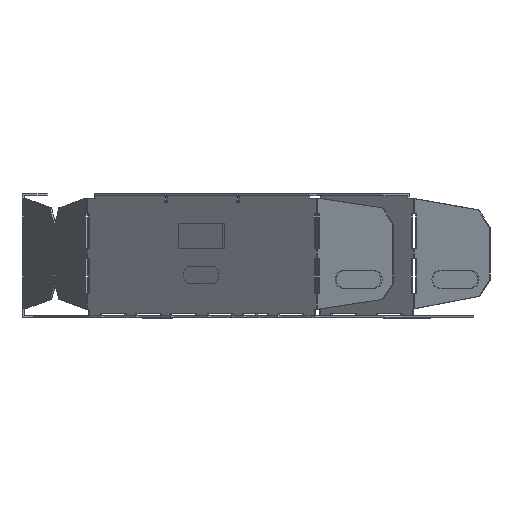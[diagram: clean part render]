
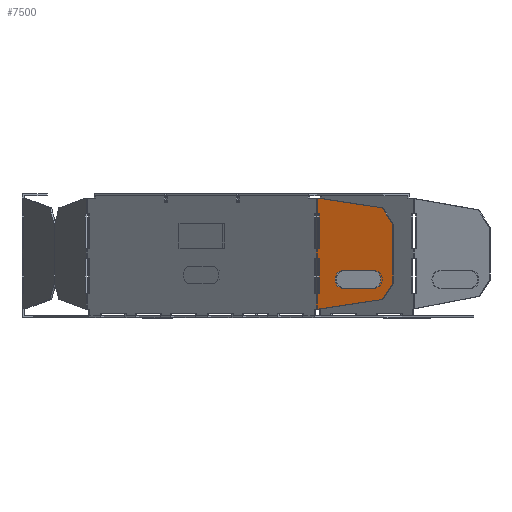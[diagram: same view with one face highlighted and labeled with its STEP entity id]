
A CAD part, left-side view. The second image highlights one B-rep face of the part: STEP entity #7500.
In plain terms, the highlighted planar face has unit normal (-0.924, 0.383, 0).
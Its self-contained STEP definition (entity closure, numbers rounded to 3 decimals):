
#182=FACE_OUTER_BOUND('',#493,.T.);
#493=EDGE_LOOP('',(#6106,#6107,#6108,#6109,#6110,#6111,#6112,#6113,#6114,
#6115,#6116,#6117,#6118,#6119,#6120,#6121));
#1369=LINE('',#11234,#2476);
#1373=LINE('',#11242,#2480);
#1377=LINE('',#11250,#2484);
#1491=LINE('',#11457,#2598);
#1492=LINE('',#11460,#2599);
#1497=LINE('',#11469,#2604);
#1498=LINE('',#11473,#2605);
#1499=LINE('',#11475,#2606);
#1500=LINE('',#11477,#2607);
#1501=LINE('',#11478,#2608);
#1502=LINE('',#11480,#2609);
#1503=LINE('',#11482,#2610);
#1504=LINE('',#11483,#2611);
#1505=LINE('',#11484,#2612);
#1506=LINE('',#11486,#2613);
#1507=LINE('',#11487,#2614);
#2476=VECTOR('',#9014,1.);
#2480=VECTOR('',#9018,1.);
#2484=VECTOR('',#9022,1.);
#2598=VECTOR('',#9194,1.);
#2599=VECTOR('',#9197,1.);
#2604=VECTOR('',#9204,1.);
#2605=VECTOR('',#9207,1.);
#2606=VECTOR('',#9208,1.);
#2607=VECTOR('',#9209,1.);
#2608=VECTOR('',#9210,1.);
#2609=VECTOR('',#9211,1.);
#2610=VECTOR('',#9212,1.);
#2611=VECTOR('',#9213,1.);
#2612=VECTOR('',#9214,1.);
#2613=VECTOR('',#9215,1.);
#2614=VECTOR('',#9216,1.);
#3463=VERTEX_POINT('',#11231);
#3464=VERTEX_POINT('',#11233);
#3467=VERTEX_POINT('',#11239);
#3468=VERTEX_POINT('',#11241);
#3471=VERTEX_POINT('',#11247);
#3472=VERTEX_POINT('',#11249);
#3536=VERTEX_POINT('',#11455);
#3537=VERTEX_POINT('',#11459);
#3540=VERTEX_POINT('',#11467);
#3541=VERTEX_POINT('',#11471);
#3542=VERTEX_POINT('',#11472);
#3543=VERTEX_POINT('',#11474);
#3544=VERTEX_POINT('',#11476);
#3545=VERTEX_POINT('',#11479);
#3546=VERTEX_POINT('',#11481);
#3547=VERTEX_POINT('',#11485);
#4413=EDGE_CURVE('',#3463,#3464,#1369,.T.);
#4417=EDGE_CURVE('',#3467,#3468,#1373,.T.);
#4421=EDGE_CURVE('',#3471,#3472,#1377,.T.);
#4535=EDGE_CURVE('',#3536,#3463,#1491,.T.);
#4536=EDGE_CURVE('',#3537,#3464,#1492,.T.);
#4541=EDGE_CURVE('',#3467,#3540,#1497,.T.);
#4542=EDGE_CURVE('',#3541,#3542,#1498,.T.);
#4543=EDGE_CURVE('',#3543,#3541,#1499,.T.);
#4544=EDGE_CURVE('',#3544,#3543,#1500,.T.);
#4545=EDGE_CURVE('',#3472,#3544,#1501,.T.);
#4546=EDGE_CURVE('',#3471,#3545,#1502,.T.);
#4547=EDGE_CURVE('',#3545,#3546,#1503,.T.);
#4548=EDGE_CURVE('',#3546,#3468,#1504,.T.);
#4549=EDGE_CURVE('',#3540,#3537,#1505,.T.);
#4550=EDGE_CURVE('',#3547,#3536,#1506,.T.);
#4551=EDGE_CURVE('',#3542,#3547,#1507,.T.);
#6106=ORIENTED_EDGE('',*,*,#4542,.F.);
#6107=ORIENTED_EDGE('',*,*,#4543,.F.);
#6108=ORIENTED_EDGE('',*,*,#4544,.F.);
#6109=ORIENTED_EDGE('',*,*,#4545,.F.);
#6110=ORIENTED_EDGE('',*,*,#4421,.F.);
#6111=ORIENTED_EDGE('',*,*,#4546,.T.);
#6112=ORIENTED_EDGE('',*,*,#4547,.T.);
#6113=ORIENTED_EDGE('',*,*,#4548,.T.);
#6114=ORIENTED_EDGE('',*,*,#4417,.F.);
#6115=ORIENTED_EDGE('',*,*,#4541,.T.);
#6116=ORIENTED_EDGE('',*,*,#4549,.T.);
#6117=ORIENTED_EDGE('',*,*,#4536,.T.);
#6118=ORIENTED_EDGE('',*,*,#4413,.F.);
#6119=ORIENTED_EDGE('',*,*,#4535,.F.);
#6120=ORIENTED_EDGE('',*,*,#4550,.F.);
#6121=ORIENTED_EDGE('',*,*,#4551,.F.);
#7189=PLANE('',#7896);
#7500=ADVANCED_FACE('',(#182),#7189,.T.);
#7896=AXIS2_PLACEMENT_3D('',#11470,#9205,#9206);
#9014=DIRECTION('',(0.,0.,1.));
#9018=DIRECTION('',(0.,0.,1.));
#9022=DIRECTION('',(0.,0.,1.));
#9194=DIRECTION('',(0.383,0.924,0.));
#9197=DIRECTION('',(0.383,0.924,0.));
#9204=DIRECTION('',(-0.383,-0.924,0.));
#9205=DIRECTION('center_axis',(-0.924,0.383,0.));
#9206=DIRECTION('ref_axis',(0.,0.,
-1.));
#9207=DIRECTION('',(0.,0.,-1.));
#9208=DIRECTION('',(-0.219,-0.53,-0.819));
#9209=DIRECTION('',(-0.379,-0.915,-0.139));
#9210=DIRECTION('',(-0.383,-0.924,0.));
#9211=DIRECTION('',(-0.383,-0.924,0.));
#9212=DIRECTION('',(0.,0.,-1.));
#9213=DIRECTION('',(0.383,0.924,0.));
#9214=DIRECTION('',(0.,0.,-1.));
#9215=DIRECTION('',(0.379,0.915,-0.139));
#9216=DIRECTION('',(0.219,0.53,-0.819));
#11231=CARTESIAN_POINT('',(-20.798,3.316,31.59));
#11233=CARTESIAN_POINT('',(-20.798,3.316,37.99));
#11234=CARTESIAN_POINT('',(-20.798,3.316,1.297));
#11239=CARTESIAN_POINT('',(-20.798,3.316,51.99));
#11241=CARTESIAN_POINT('',(-20.798,3.316,55.99));
#11242=CARTESIAN_POINT('',(-20.798,3.316,1.297));
#11247=CARTESIAN_POINT('',(-20.798,3.316,69.99));
#11249=CARTESIAN_POINT('',(-20.798,3.316,76.39));
#11250=CARTESIAN_POINT('',(-20.798,3.316,1.297));
#11455=CARTESIAN_POINT('',(-20.972,2.894,31.59));
#11457=CARTESIAN_POINT('',(-20.954,2.939,31.59));
#11459=CARTESIAN_POINT('',(-21.221,2.293,37.99));
#11460=CARTESIAN_POINT('',(-21.078,2.639,37.99));
#11467=CARTESIAN_POINT('',(-21.221,2.293,51.99));
#11469=CARTESIAN_POINT('',(-21.078,2.639,51.99));
#11470=CARTESIAN_POINT('Origin',(4.208,63.685,1.297));
#11471=CARTESIAN_POINT('',(-33.544,-27.456,65.865));
#11472=CARTESIAN_POINT('',(-33.544,-27.456,42.115));
#11473=CARTESIAN_POINT('',(-33.544,-27.456,53.99));
#11474=CARTESIAN_POINT('',(-31.788,-23.217,72.418));
#11475=CARTESIAN_POINT('',(-32.666,-25.336,69.142));
#11476=CARTESIAN_POINT('',(-20.972,2.894,76.39));
#11477=CARTESIAN_POINT('',(-26.38,-10.162,74.404));
#11478=CARTESIAN_POINT('',(-20.954,2.939,76.39));
#11479=CARTESIAN_POINT('',(-21.221,2.293,69.99));
#11480=CARTESIAN_POINT('',(-21.078,2.639,69.99));
#11481=CARTESIAN_POINT('',(-21.221,2.293,55.99));
#11482=CARTESIAN_POINT('',(-21.221,2.293,62.99));
#11483=CARTESIAN_POINT('',(-21.078,2.639,55.99));
#11484=CARTESIAN_POINT('',(-21.221,2.293,44.99));
#11485=CARTESIAN_POINT('',(-31.788,-23.217,35.562));
#11486=CARTESIAN_POINT('',(-26.38,-10.162,33.576));
#11487=CARTESIAN_POINT('',(-32.666,-25.336,38.839));
